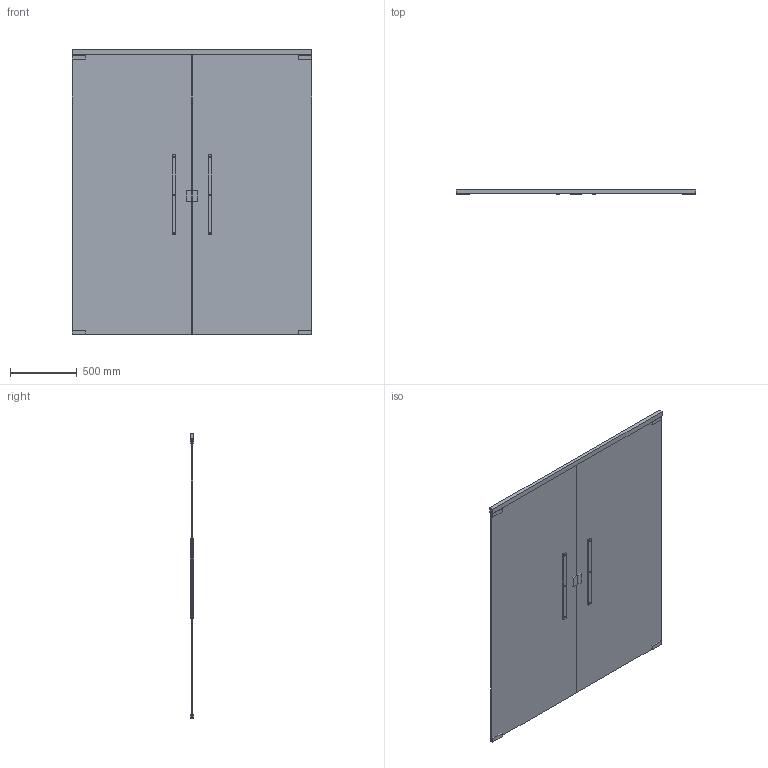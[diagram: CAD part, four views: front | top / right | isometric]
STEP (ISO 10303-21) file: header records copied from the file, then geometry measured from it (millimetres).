
FILE_DESCRIPTION(('FreeCAD Model'),'2;1');
FILE_NAME('Double glass doors with lintel and handles.step','2016-10-04T10:30:26',('Author'),(''), 'Open CASCADE STEP processor 6.8','FreeCAD','Unknown');
FILE_SCHEMA(('AUTOMOTIVE_DESIGN_CC2 { 1 2 10303 214 -1 1 5 4 }'));
Length unit declared in the file: millimetre
Products named in the file (4): ASSEMBLY; Double_glass_doors_with_lintel_and_handles_001; Opening_indication; Opening_indication_001
Assembly tree (3 placements, depth 2):
  ASSEMBLY
    Double_glass_doors_with_lintel_and_handles_001
    Opening_indication
    Opening_indication_001
Bounding box: 1798 x 30 x 2141.06 mm (x, y, z)
Volume: 41037014.9 mm3; surface area: 8175893.6 mm2
Topology: 19 solids, 19 shells, 96 faces, 182 edges, 132 vertices
Faces by surface type: plane 90, cylinder 6
Full cylindrical faces by diameter (mm): 10 x6
Entity records: 5390 total; most frequent: CARTESIAN_POINT 834, DIRECTION 730, LINE 506, VECTOR 506, ORIENTED_EDGE 348, PCURVE 348, DEFINITIONAL_REPRESENTATION 348, EDGE_CURVE 174
